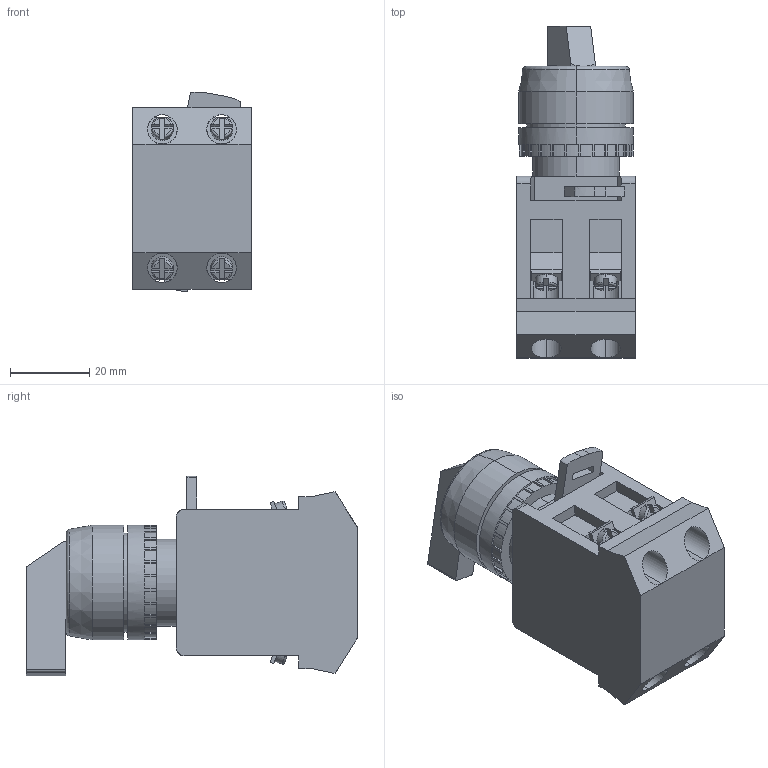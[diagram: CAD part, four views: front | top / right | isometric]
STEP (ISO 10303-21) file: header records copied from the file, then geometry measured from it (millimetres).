
FILE_DESCRIPTION (( 'STEP AP203' ), '1' );
FILE_NAME ('Ïåðåêëþ÷àòåëü ÀNLC-22.STEP', '2018-09-04T07:02:43', ( '' ), ( '' ), 'SwSTEP 2.0', 'SolidWorks 2017', '' );
FILE_SCHEMA (( 'CONFIG_CONTROL_DESIGN' ));
Length unit declared in the file: millimetre
Products named in the file (1): Ïåðåêëþ÷àòåëü ÀNLC-22
Bounding box: 30 x 84 x 50.55 mm (x, y, z)
Volume: 66263.4 mm3; surface area: 15459.6 mm2
Topology: 1 solids, 5 shells, 328 faces, 923 edges, 607 vertices
Faces by surface type: plane 238, cylinder 66, torus 18, cone 4, bspline 2
Entity records: 10894 total; most frequent: CARTESIAN_POINT 2308, ORIENTED_EDGE 1846, DIRECTION 1724, EDGE_CURVE 923, VECTOR 626, LINE 626, VERTEX_POINT 607, AXIS2_PLACEMENT_3D 549
